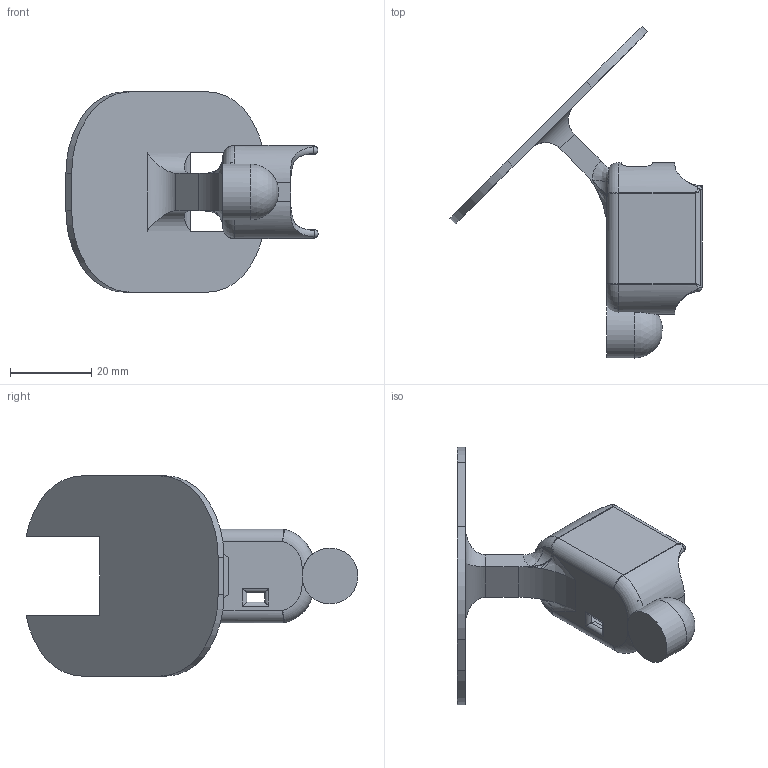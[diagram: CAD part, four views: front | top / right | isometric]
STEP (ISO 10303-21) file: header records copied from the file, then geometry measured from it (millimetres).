
FILE_DESCRIPTION(/* description */ (''),/* implementation_level */ '2;1');
FILE_NAME(/* name */ 'Holder.step',/* time_stamp */ '2025-07-05T07:29:24+02:00',/* author */ (''),/* organization */ (''),/* preprocessor_version */ 'ST-DEVELOPER v20.1',/* originating_system */ 'Autodesk Translation Framework v14.10.0.0',/* authorisation */ '');
FILE_SCHEMA (('AUTOMOTIVE_DESIGN { 1 0 10303 214 3 1 1 }'));
Length unit declared in the file: millimetre
Products named in the file (1): Owl
Bounding box: 62.05 x 81.69 x 49.25 mm (x, y, z)
Volume: 12415.6 mm3; surface area: 11583.2 mm2
Topology: 1 solids, 1 shells, 139 faces, 383 edges, 239 vertices
Faces by surface type: plane 57, cylinder 52, bspline 18, torus 8, sphere 4
Entity records: 5366 total; most frequent: CARTESIAN_POINT 1942, ORIENTED_EDGE 754, DIRECTION 657, EDGE_CURVE 377, AXIS2_PLACEMENT_3D 243, VERTEX_POINT 239, LINE 171, VECTOR 171
